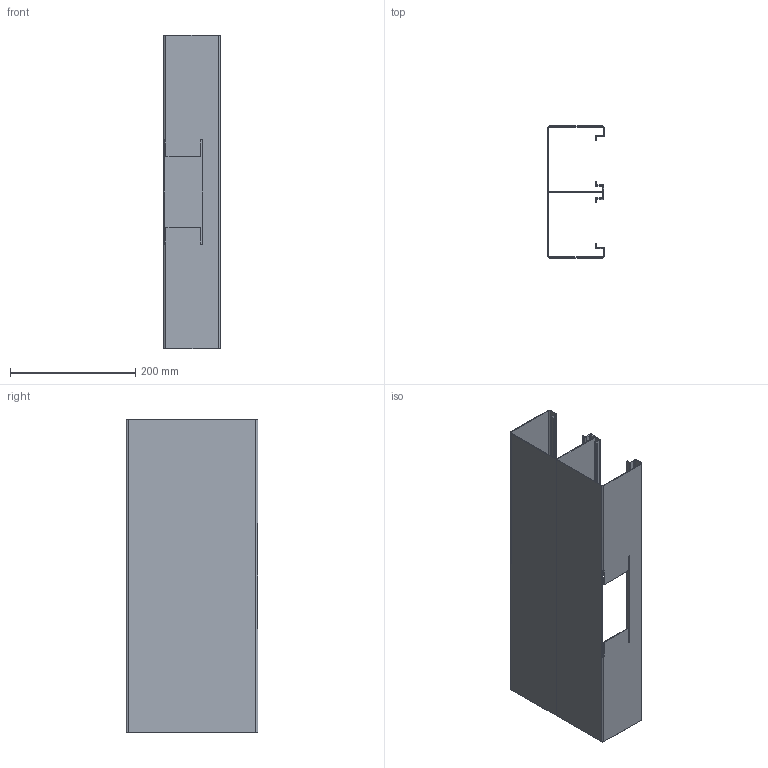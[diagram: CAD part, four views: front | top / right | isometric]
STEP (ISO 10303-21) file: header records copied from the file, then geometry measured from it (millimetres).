
FILE_DESCRIPTION (( 'STEP AP214' ), '1' );
FILE_NAME ('6278560.stp', '2016-06-16T14:22:56', ( '' ), ( '' ), 'SwSTEP 2.0', 'SolidWorks 2014', '' );
FILE_SCHEMA (( 'AUTOMOTIVE_DESIGN' ));
Length unit declared in the file: millimetre
Products named in the file (3): 014939_T=90, L=500; 017980T1_GEK-DT90210; 6278560
Assembly tree (2 placements, depth 2):
  6278560
    017980T1_GEK-DT90210
    014939_T=90, L=500
Bounding box: 90 x 210 x 500 mm (x, y, z)
Volume: 340184.7 mm3; surface area: 582055.3 mm2
Topology: 2 solids, 2 shells, 144 faces, 342 edges, 200 vertices
Faces by surface type: plane 100, cylinder 42, bspline 2
Entity records: 4391 total; most frequent: CARTESIAN_POINT 941, DIRECTION 712, ORIENTED_EDGE 684, EDGE_CURVE 342, LINE 250, VECTOR 250, AXIS2_PLACEMENT_3D 231, VERTEX_POINT 200
